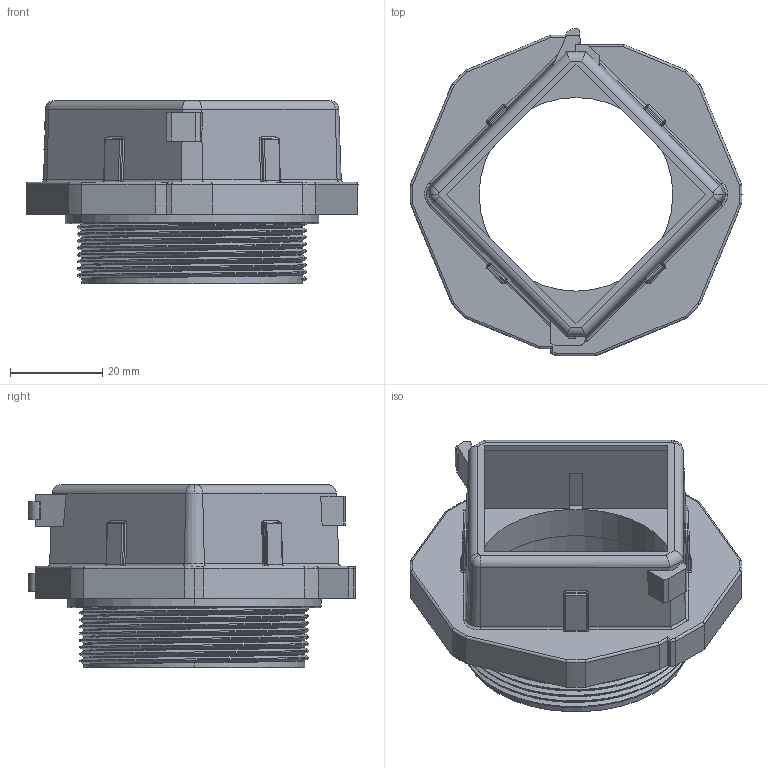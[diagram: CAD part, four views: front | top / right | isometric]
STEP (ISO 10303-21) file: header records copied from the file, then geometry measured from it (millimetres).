
FILE_DESCRIPTION (( 'STEP AP214' ), '1' );
FILE_NAME ('28614_4_KDS-KV_M50.STEP', '2017-02-16T14:38:09', ( '' ), ( '' ), 'SwSTEP 2.0', 'SolidWorks 2015', '' );
FILE_SCHEMA (( 'AUTOMOTIVE_DESIGN' ));
Length unit declared in the file: millimetre
Products named in the file (1): 28614_4_KDS-KV_M50
Bounding box: 72 x 70.99 x 39.7 mm (x, y, z)
Volume: 31960.7 mm3; surface area: 19522.7 mm2
Topology: 1 solids, 2 shells, 297 faces, 736 edges, 447 vertices
Faces by surface type: cylinder 124, plane 102, torus 27, bspline 25, sphere 10, cone 9
Entity records: 22635 total; most frequent: CARTESIAN_POINT 15820, ORIENTED_EDGE 1472, DIRECTION 1369, EDGE_CURVE 736, AXIS2_PLACEMENT_3D 480, VERTEX_POINT 447, VECTOR 409, LINE 409
